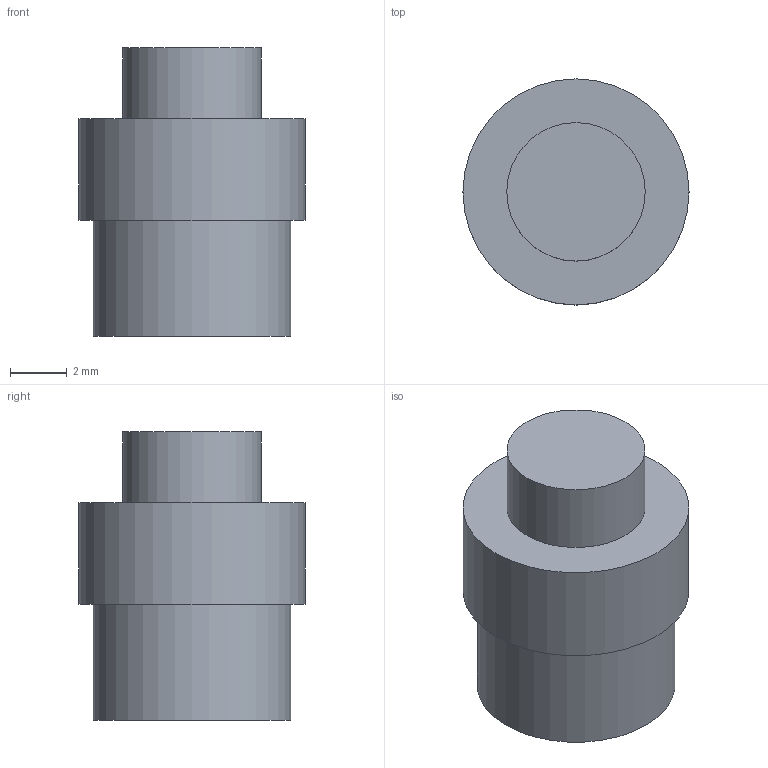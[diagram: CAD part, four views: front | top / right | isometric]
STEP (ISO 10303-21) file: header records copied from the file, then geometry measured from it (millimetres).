
FILE_DESCRIPTION(/* description */ (''),/* implementation_level */ '2;1');
FILE_NAME(/* name */ 'VB1 Motor Socket.ipt.step',/* time_stamp */ '2020-04-16T23:21:40-04:00',/* author */ ('Jordan'),/* organization */ (''),/* preprocessor_version */ 'ST-DEVELOPER v17',/* originating_system */ 'Autodesk Inventor 2019',/* authorisation */ '');
FILE_SCHEMA (('AUTOMOTIVE_DESIGN { 1 0 10303 214 3 1 1 }'));
Length unit declared in the file: inch
Products named in the file (1): VB1 Motor Socket
Bounding box: 8 x 8 x 10.2 mm (x, y, z)
Volume: 325.6 mm3; surface area: 397.6 mm2
Topology: 1 solids, 1 shells, 80 faces, 231 edges, 156 vertices
Faces by surface type: plane 57, cylinder 23
Full cylindrical faces by diameter (mm): 4.9 x1, 7 x1, 8 x1
Entity records: 2676 total; most frequent: CARTESIAN_POINT 468, ORIENTED_EDGE 462, DIRECTION 445, EDGE_CURVE 231, LINE 179, VECTOR 179, VERTEX_POINT 156, AXIS2_PLACEMENT_3D 133
